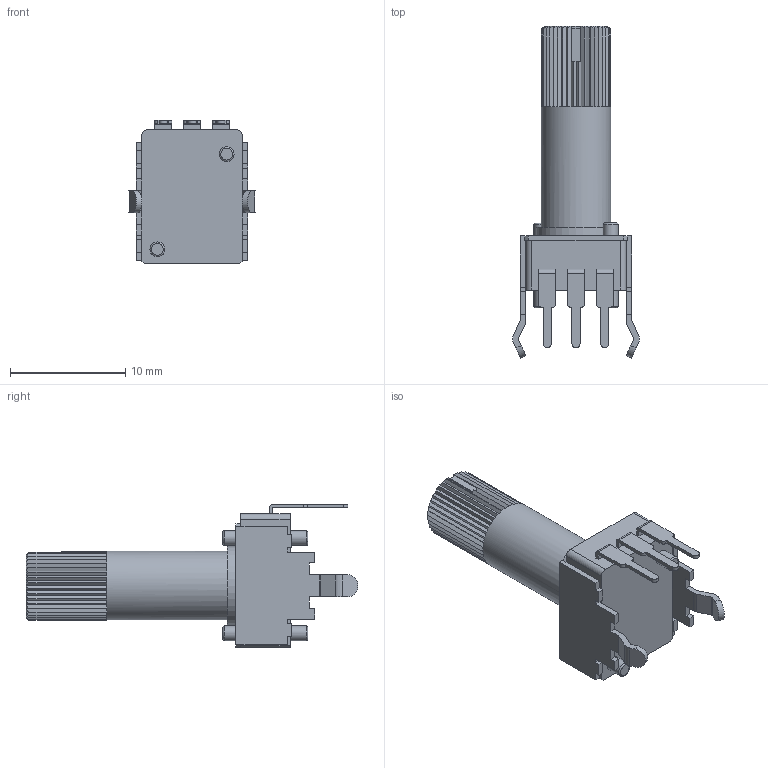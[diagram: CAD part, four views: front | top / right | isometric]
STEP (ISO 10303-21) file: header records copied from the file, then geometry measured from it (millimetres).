
FILE_DESCRIPTION(('CAx-IF Rec.Pracs.---Model Styling and Organization---1.5---2016-08-15','CAx-IF Rec.Pracs.---Geometric and Assembly Validation Properties---4.4---2016-08-17','CAx-IF Rec.Pracs.---User Defined Attributes---1.5---2016-08-15','CAx-IF Rec.Pracs.---External References---2.1---2005-01-19'),'2;1');
FILE_NAME('576909.step','2024-01-30T03:54:55',('Unspecified'),('Unspecified'),'CAD Exchanger 3.10.2 (cadexchanger.com)','Unspecified','');
FILE_SCHEMA(('AUTOMOTIVE_DESIGN { 1 0 10303 214 1 1 1 1 }'));
Length unit declared in the file: millimetre
Products named in the file (2): PTV09A-4025U-B103
Bounding box: 10.96 x 28.75 x 12.45 mm (x, y, z)
Volume: 1050.9 mm3; surface area: 1338.4 mm2
Topology: 5 solids, 5 shells, 317 faces, 742 edges, 441 vertices
Faces by surface type: plane 237, cone 40, cylinder 36, torus 4
Full cylindrical faces by diameter (mm): 1.279 x6, 6 x2, 6.89 x1
Entity records: 11384 total; most frequent: CARTESIAN_POINT 1778, ORIENTED_EDGE 1484, DIRECTION 1438, EDGE_CURVE 742, LINE 492, VECTOR 492, AXIS2_PLACEMENT_3D 473, VERTEX_POINT 441
